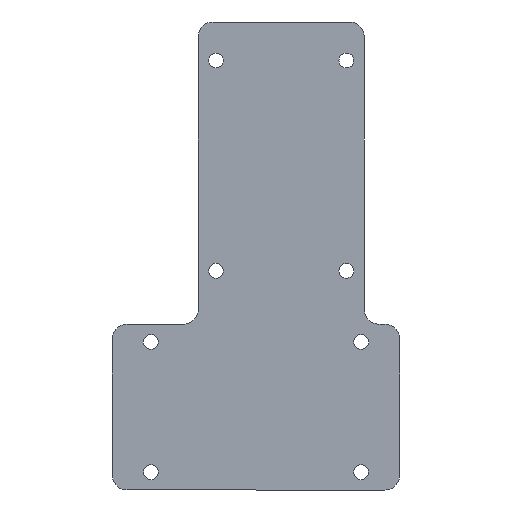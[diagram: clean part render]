
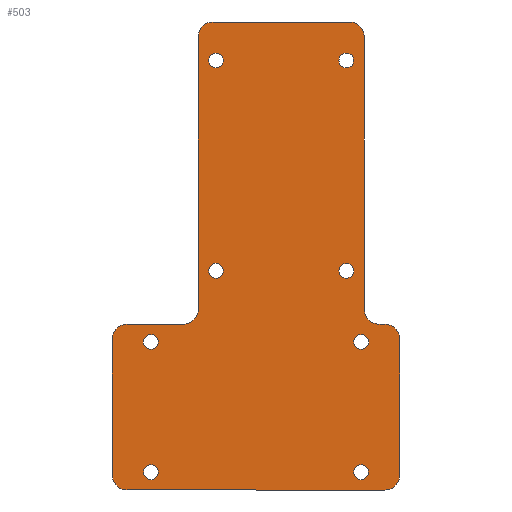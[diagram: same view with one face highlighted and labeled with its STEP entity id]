
A CAD part, front view. The second image highlights one B-rep face of the part: STEP entity #503.
In plain terms, the highlighted planar face has unit normal (0, -1, 0).
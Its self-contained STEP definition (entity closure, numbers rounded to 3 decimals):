
#15=FACE_BOUND('',#70,.T.);
#16=FACE_BOUND('',#71,.T.);
#17=FACE_BOUND('',#72,.T.);
#18=FACE_BOUND('',#73,.T.);
#19=FACE_BOUND('',#74,.T.);
#20=FACE_BOUND('',#75,.T.);
#21=FACE_BOUND('',#76,.T.);
#22=FACE_BOUND('',#77,.T.);
#32=PLANE('',#545);
#43=FACE_OUTER_BOUND('',#69,.T.);
#69=EDGE_LOOP('',(#349,#350,#351,#352,#353,#354,#355,#356,#357,#358,#359,
#360,#361,#362,#363,#364));
#70=EDGE_LOOP('',(#365));
#71=EDGE_LOOP('',(#366));
#72=EDGE_LOOP('',(#367));
#73=EDGE_LOOP('',(#368));
#74=EDGE_LOOP('',(#369));
#75=EDGE_LOOP('',(#370));
#76=EDGE_LOOP('',(#371));
#77=EDGE_LOOP('',(#372));
#111=LINE('',#769,#151);
#114=LINE('',#775,#154);
#115=LINE('',#779,#155);
#116=LINE('',#783,#156);
#117=LINE('',#787,#157);
#118=LINE('',#791,#158);
#119=LINE('',#795,#159);
#120=LINE('',#799,#160);
#151=VECTOR('',#611,10.);
#154=VECTOR('',#616,10.);
#155=VECTOR('',#619,10.);
#156=VECTOR('',#622,10.);
#157=VECTOR('',#625,10.);
#158=VECTOR('',#628,10.);
#159=VECTOR('',#631,10.);
#160=VECTOR('',#634,10.);
#190=CIRCLE('',#543,5.);
#191=CIRCLE('',#546,5.);
#192=CIRCLE('',#547,5.);
#193=CIRCLE('',#548,5.);
#194=CIRCLE('',#549,5.);
#195=CIRCLE('',#550,5.);
#196=CIRCLE('',#551,5.);
#197=CIRCLE('',#552,5.);
#198=CIRCLE('',#553,2.5);
#199=CIRCLE('',#554,2.5);
#200=CIRCLE('',#555,2.5);
#201=CIRCLE('',#556,2.5);
#202=CIRCLE('',#557,2.5);
#203=CIRCLE('',#558,2.5);
#204=CIRCLE('',#559,2.5);
#205=CIRCLE('',#560,2.5);
#223=VERTEX_POINT('',#762);
#224=VERTEX_POINT('',#764);
#225=VERTEX_POINT('',#768);
#227=VERTEX_POINT('',#774);
#228=VERTEX_POINT('',#776);
#229=VERTEX_POINT('',#778);
#230=VERTEX_POINT('',#780);
#231=VERTEX_POINT('',#782);
#232=VERTEX_POINT('',#784);
#233=VERTEX_POINT('',#786);
#234=VERTEX_POINT('',#788);
#235=VERTEX_POINT('',#790);
#236=VERTEX_POINT('',#792);
#237=VERTEX_POINT('',#794);
#238=VERTEX_POINT('',#796);
#239=VERTEX_POINT('',#798);
#240=VERTEX_POINT('',#801);
#241=VERTEX_POINT('',#803);
#242=VERTEX_POINT('',#805);
#243=VERTEX_POINT('',#807);
#244=VERTEX_POINT('',#809);
#245=VERTEX_POINT('',#811);
#246=VERTEX_POINT('',#813);
#247=VERTEX_POINT('',#815);
#271=EDGE_CURVE('',#223,#224,#190,.T.);
#273=EDGE_CURVE('',#224,#225,#111,.T.);
#276=EDGE_CURVE('',#227,#223,#114,.T.);
#277=EDGE_CURVE('',#228,#227,#191,.T.);
#278=EDGE_CURVE('',#229,#228,#115,.T.);
#279=EDGE_CURVE('',#230,#229,#192,.T.);
#280=EDGE_CURVE('',#231,#230,#116,.T.);
#281=EDGE_CURVE('',#232,#231,#193,.T.);
#282=EDGE_CURVE('',#233,#232,#117,.T.);
#283=EDGE_CURVE('',#234,#233,#194,.T.);
#284=EDGE_CURVE('',#235,#234,#118,.T.);
#285=EDGE_CURVE('',#236,#235,#195,.T.);
#286=EDGE_CURVE('',#237,#236,#119,.T.);
#287=EDGE_CURVE('',#238,#237,#196,.T.);
#288=EDGE_CURVE('',#239,#238,#120,.T.);
#289=EDGE_CURVE('',#225,#239,#197,.T.);
#290=EDGE_CURVE('',#240,#240,#198,.T.);
#291=EDGE_CURVE('',#241,#241,#199,.T.);
#292=EDGE_CURVE('',#242,#242,#200,.T.);
#293=EDGE_CURVE('',#243,#243,#201,.T.);
#294=EDGE_CURVE('',#244,#244,#202,.T.);
#295=EDGE_CURVE('',#245,#245,#203,.T.);
#296=EDGE_CURVE('',#246,#246,#204,.T.);
#297=EDGE_CURVE('',#247,#247,#205,.T.);
#349=ORIENTED_EDGE('',*,*,#271,.F.);
#350=ORIENTED_EDGE('',*,*,#276,.F.);
#351=ORIENTED_EDGE('',*,*,#277,.F.);
#352=ORIENTED_EDGE('',*,*,#278,.F.);
#353=ORIENTED_EDGE('',*,*,#279,.F.);
#354=ORIENTED_EDGE('',*,*,#280,.F.);
#355=ORIENTED_EDGE('',*,*,#281,.F.);
#356=ORIENTED_EDGE('',*,*,#282,.F.);
#357=ORIENTED_EDGE('',*,*,#283,.F.);
#358=ORIENTED_EDGE('',*,*,#284,.F.);
#359=ORIENTED_EDGE('',*,*,#285,.F.);
#360=ORIENTED_EDGE('',*,*,#286,.F.);
#361=ORIENTED_EDGE('',*,*,#287,.F.);
#362=ORIENTED_EDGE('',*,*,#288,.F.);
#363=ORIENTED_EDGE('',*,*,#289,.F.);
#364=ORIENTED_EDGE('',*,*,#273,.F.);
#365=ORIENTED_EDGE('',*,*,#290,.T.);
#366=ORIENTED_EDGE('',*,*,#291,.T.);
#367=ORIENTED_EDGE('',*,*,#292,.T.);
#368=ORIENTED_EDGE('',*,*,#293,.T.);
#369=ORIENTED_EDGE('',*,*,#294,.T.);
#370=ORIENTED_EDGE('',*,*,#295,.T.);
#371=ORIENTED_EDGE('',*,*,#296,.T.);
#372=ORIENTED_EDGE('',*,*,#297,.T.);
#503=ADVANCED_FACE('',(#43,#15,#16,#17,#18,#19,#20,#21,#22),#32,.F.);
#543=AXIS2_PLACEMENT_3D('',#765,#606,#607);
#545=AXIS2_PLACEMENT_3D('',#773,#614,#615);
#546=AXIS2_PLACEMENT_3D('',#777,#617,#618);
#547=AXIS2_PLACEMENT_3D('',#781,#620,#621);
#548=AXIS2_PLACEMENT_3D('',#785,#623,#624);
#549=AXIS2_PLACEMENT_3D('',#789,#626,#627);
#550=AXIS2_PLACEMENT_3D('',#793,#629,#630);
#551=AXIS2_PLACEMENT_3D('',#797,#632,#633);
#552=AXIS2_PLACEMENT_3D('',#800,#635,#636);
#553=AXIS2_PLACEMENT_3D('',#802,#637,#638);
#554=AXIS2_PLACEMENT_3D('',#804,#639,#640);
#555=AXIS2_PLACEMENT_3D('',#806,#641,#642);
#556=AXIS2_PLACEMENT_3D('',#808,#643,#644);
#557=AXIS2_PLACEMENT_3D('',#810,#645,#646);
#558=AXIS2_PLACEMENT_3D('',#812,#647,#648);
#559=AXIS2_PLACEMENT_3D('',#814,#649,#650);
#560=AXIS2_PLACEMENT_3D('',#816,#651,#652);
#606=DIRECTION('center_axis',(0.,1.,0.));
#607=DIRECTION('ref_axis',(-0.707,0.,-0.707));
#611=DIRECTION('',(0.,0.,1.));
#614=DIRECTION('center_axis',(0.,1.,0.));
#615=DIRECTION('ref_axis',(-1.,0.,0.));
#616=DIRECTION('',(-1.,0.,0.));
#617=DIRECTION('center_axis',(0.,1.,0.));
#618=DIRECTION('ref_axis',(0.707,0.,-0.707));
#619=DIRECTION('',(0.,0.,-1.));
#620=DIRECTION('center_axis',(0.,1.,0.));
#621=DIRECTION('ref_axis',(0.707,0.,0.707));
#622=DIRECTION('',(1.,0.,0.));
#623=DIRECTION('center_axis',(0.,-1.,0.));
#624=DIRECTION('ref_axis',(-0.707,0.,-0.707));
#625=DIRECTION('',(0.,0.,-1.));
#626=DIRECTION('center_axis',(0.,1.,0.));
#627=DIRECTION('ref_axis',(0.707,0.,0.707));
#628=DIRECTION('',(1.,0.,0.));
#629=DIRECTION('center_axis',(0.,1.,0.));
#630=DIRECTION('ref_axis',(-0.707,0.,0.707));
#631=DIRECTION('',(0.,0.,1.));
#632=DIRECTION('center_axis',(0.,-1.,0.));
#633=DIRECTION('ref_axis',(0.707,0.,-0.707));
#634=DIRECTION('',(1.,0.,0.));
#635=DIRECTION('center_axis',(0.,1.,0.));
#636=DIRECTION('ref_axis',(-0.707,0.,0.707));
#637=DIRECTION('center_axis',(0.,1.,0.));
#638=DIRECTION('ref_axis',(-1.,0.,0.));
#639=DIRECTION('center_axis',(0.,1.,0.));
#640=DIRECTION('ref_axis',(-1.,0.,0.));
#641=DIRECTION('center_axis',(0.,1.,0.));
#642=DIRECTION('ref_axis',(-1.,0.,0.));
#643=DIRECTION('center_axis',(0.,1.,0.));
#644=DIRECTION('ref_axis',(-1.,0.,0.));
#645=DIRECTION('center_axis',(0.,1.,0.));
#646=DIRECTION('ref_axis',(-1.,0.,0.));
#647=DIRECTION('center_axis',(0.,1.,0.));
#648=DIRECTION('ref_axis',(-1.,0.,0.));
#649=DIRECTION('center_axis',(0.,1.,0.));
#650=DIRECTION('ref_axis',(-1.,0.,0.));
#651=DIRECTION('center_axis',(0.,1.,0.));
#652=DIRECTION('ref_axis',(-1.,0.,0.));
#762=CARTESIAN_POINT('',(-52.161,40.132,0.978));
#764=CARTESIAN_POINT('',(-57.161,40.132,5.978));
#765=CARTESIAN_POINT('Origin',(-52.161,40.132,5.978));
#768=CARTESIAN_POINT('',(-57.161,40.132,51.978));
#769=CARTESIAN_POINT('',(-57.161,40.132,0.978));
#773=CARTESIAN_POINT('Origin',(-8.661,40.132,79.978));
#774=CARTESIAN_POINT('',(34.839,40.132,0.978));
#775=CARTESIAN_POINT('',(39.839,40.132,0.978));
#776=CARTESIAN_POINT('',(39.839,40.132,5.978));
#777=CARTESIAN_POINT('Origin',(34.839,40.132,5.978));
#778=CARTESIAN_POINT('',(39.839,40.132,51.978));
#779=CARTESIAN_POINT('',(39.839,40.132,56.978));
#780=CARTESIAN_POINT('',(34.839,40.132,56.978));
#781=CARTESIAN_POINT('Origin',(34.839,40.132,51.978));
#782=CARTESIAN_POINT('',(32.839,40.132,56.978));
#783=CARTESIAN_POINT('',(27.839,40.132,56.978));
#784=CARTESIAN_POINT('',(27.839,40.132,61.978));
#785=CARTESIAN_POINT('Origin',(32.839,40.132,61.978));
#786=CARTESIAN_POINT('',(27.839,40.132,153.978));
#787=CARTESIAN_POINT('',(27.839,40.132,158.978));
#788=CARTESIAN_POINT('',(22.839,40.132,158.978));
#789=CARTESIAN_POINT('Origin',(22.839,40.132,153.978));
#790=CARTESIAN_POINT('',(-23.161,40.132,158.978));
#791=CARTESIAN_POINT('',(-28.161,40.132,158.978));
#792=CARTESIAN_POINT('',(-28.161,40.132,153.978));
#793=CARTESIAN_POINT('Origin',(-23.161,40.132,153.978));
#794=CARTESIAN_POINT('',(-28.161,40.132,61.978));
#795=CARTESIAN_POINT('',(-28.161,40.132,56.978));
#796=CARTESIAN_POINT('',(-33.161,40.132,56.978));
#797=CARTESIAN_POINT('Origin',(-33.161,40.132,61.978));
#798=CARTESIAN_POINT('',(-52.161,40.132,56.978));
#799=CARTESIAN_POINT('',(-57.161,40.132,56.978));
#800=CARTESIAN_POINT('Origin',(-52.161,40.132,51.978));
#801=CARTESIAN_POINT('',(-19.661,40.132,145.978));
#802=CARTESIAN_POINT('Origin',(-22.161,40.132,145.978));
#803=CARTESIAN_POINT('',(-41.661,40.132,6.978));
#804=CARTESIAN_POINT('Origin',(-44.161,40.132,6.978));
#805=CARTESIAN_POINT('',(24.339,40.132,74.978));
#806=CARTESIAN_POINT('Origin',(21.839,40.132,74.978));
#807=CARTESIAN_POINT('',(-19.661,40.132,74.978));
#808=CARTESIAN_POINT('Origin',(-22.161,40.132,74.978));
#809=CARTESIAN_POINT('',(-41.661,40.132,50.978));
#810=CARTESIAN_POINT('Origin',(-44.161,40.132,50.978));
#811=CARTESIAN_POINT('',(29.339,40.132,6.978));
#812=CARTESIAN_POINT('Origin',(26.839,40.132,6.978));
#813=CARTESIAN_POINT('',(24.339,40.132,145.978));
#814=CARTESIAN_POINT('Origin',(21.839,40.132,145.978));
#815=CARTESIAN_POINT('',(29.339,40.132,50.978));
#816=CARTESIAN_POINT('Origin',(26.839,40.132,50.978));
